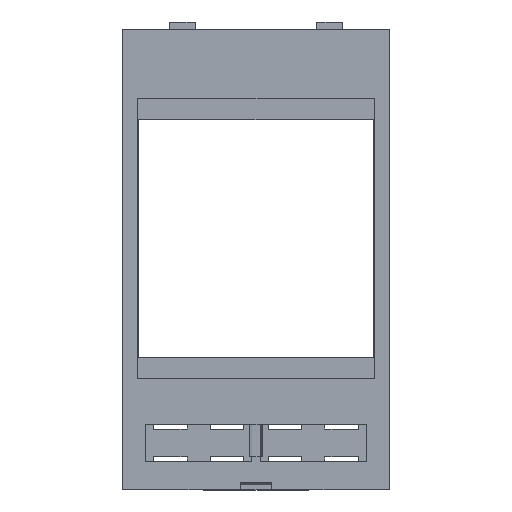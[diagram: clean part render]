
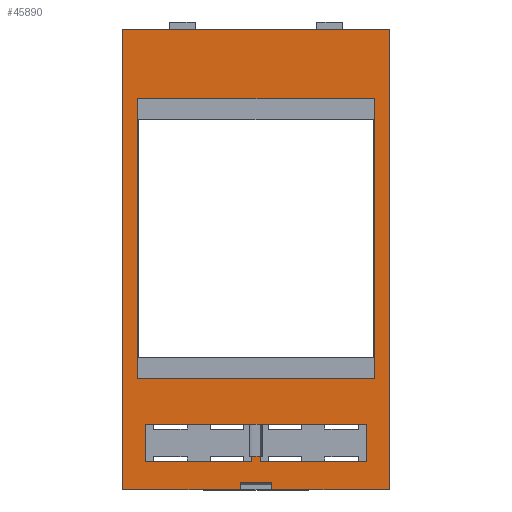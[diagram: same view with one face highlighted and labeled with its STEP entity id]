
A CAD part, top view. The second image highlights one B-rep face of the part: STEP entity #45890.
In plain terms, the highlighted planar face has unit normal (0, 0, 1).
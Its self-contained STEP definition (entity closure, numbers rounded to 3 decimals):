
#1630=CARTESIAN_POINT('',(0.,27.727,35.516));
#1640=DIRECTION('',(1.,0.,0.));
#1650=VECTOR('',#1640,1.);
#1660=LINE('',#1630,#1650);
#1670=CARTESIAN_POINT('',(-45.174,27.727,
35.516));
#1680=VERTEX_POINT('',#1670);
#1690=CARTESIAN_POINT('',(-0.171,27.727,
35.516));
#1700=VERTEX_POINT('',#1690);
#1710=EDGE_CURVE('',#1680,#1700,#1660,.T.);
#4910=CARTESIAN_POINT('',(-45.174,0.,35.516));
#4920=DIRECTION('',(0.,-1.,0.));
#4930=VECTOR('',#4920,1.);
#4940=LINE('',#4910,#4930);
#4950=CARTESIAN_POINT('',(-45.174,-25.573,
35.516));
#4960=VERTEX_POINT('',#4950);
#4970=EDGE_CURVE('',#1680,#4960,#4940,.T.);
#8870=CARTESIAN_POINT('',(-19.672,-45.173,
35.516));
#8880=VERTEX_POINT('',#8870);
#8910=CARTESIAN_POINT('',(-19.672,-45.173,
35.516));
#8920=DIRECTION('',(0.,-1.,0.));
#8930=VECTOR('',#8920,1.5);
#8940=LINE('',#8910,#8930);
#8950=CARTESIAN_POINT('',(-19.672,-46.673,
35.516));
#8960=VERTEX_POINT('',#8950);
#8970=EDGE_CURVE('',#8880,#8960,#8940,.T.);
#9340=CARTESIAN_POINT('',(-48.022,40.827,
35.516));
#9350=VERTEX_POINT('',#9340);
#9960=CARTESIAN_POINT('',(2.678,40.827,
35.516));
#9970=VERTEX_POINT('',#9960);
#10000=CARTESIAN_POINT('',(0.,40.827,35.516));
#10010=DIRECTION('',(1.,0.,0.));
#10020=VECTOR('',#10010,1.);
#10030=LINE('',#10000,#10020);
#10040=EDGE_CURVE('',#9350,#9970,#10030,.T.);
#10590=CARTESIAN_POINT('',(0.,-46.673,35.516));
#10600=DIRECTION('',(-1.,0.,0.));
#10610=VECTOR('',#10600,1.);
#10620=LINE('',#10590,#10610);
#10630=CARTESIAN_POINT('',(-25.672,-46.673,
35.516));
#10640=VERTEX_POINT('',#10630);
#10650=CARTESIAN_POINT('',(-48.022,-46.673,
35.516));
#10660=VERTEX_POINT('',#10650);
#10670=EDGE_CURVE('',#10640,#10660,#10620,.T.);
#11060=CARTESIAN_POINT('',(0.,-25.573,35.516));
#11070=DIRECTION('',(-1.,0.,0.));
#11080=VECTOR('',#11070,1.);
#11090=LINE('',#11060,#11080);
#11100=CARTESIAN_POINT('',(-0.171,-25.573,
35.516));
#11110=VERTEX_POINT('',#11100);
#11120=EDGE_CURVE('',#11110,#4960,#11090,.T.);
#13090=CARTESIAN_POINT('',(-25.672,-46.673,
35.516));
#13100=DIRECTION('',(0.,1.,0.));
#13110=VECTOR('',#13100,1.5);
#13120=LINE('',#13090,#13110);
#13130=CARTESIAN_POINT('',(-25.672,-45.173,
35.516));
#13140=VERTEX_POINT('',#13130);
#13150=EDGE_CURVE('',#10640,#13140,#13120,.T.);
#16120=CARTESIAN_POINT('',(-1.672,-34.173,
35.516));
#16130=VERTEX_POINT('',#16120);
#16160=CARTESIAN_POINT('',(-1.672,0.,35.516));
#16170=DIRECTION('',(0.,1.,0.));
#16180=VECTOR('',#16170,1.);
#16190=LINE('',#16160,#16180);
#16200=CARTESIAN_POINT('',(-1.672,-41.273,
35.516));
#16210=VERTEX_POINT('',#16200);
#16220=EDGE_CURVE('',#16210,#16130,#16190,.T.);
#16740=CARTESIAN_POINT('',(0.,-41.273,35.516));
#16750=DIRECTION('',(1.,0.,0.));
#16760=VECTOR('',#16750,1.);
#16770=LINE('',#16740,#16760);
#16780=CARTESIAN_POINT('',(-21.872,-41.273,
35.516));
#16790=VERTEX_POINT('',#16780);
#16800=EDGE_CURVE('',#16790,#16210,#16770,.T.);
#17100=CARTESIAN_POINT('',(-48.022,0.,35.516));
#17110=DIRECTION('',(0.,1.,0.));
#17120=VECTOR('',#17110,1.);
#17130=LINE('',#17100,#17120);
#17140=EDGE_CURVE('',#10660,#9350,#17130,.T.);
#17450=CARTESIAN_POINT('',(-23.472,-40.273,
35.516));
#17460=VERTEX_POINT('',#17450);
#17490=CARTESIAN_POINT('',(-23.472,0.,35.516));
#17500=DIRECTION('',(0.,-1.,0.));
#17510=VECTOR('',#17500,1.);
#17520=LINE('',#17490,#17510);
#17530=CARTESIAN_POINT('',(-23.472,-41.273,
35.516));
#17540=VERTEX_POINT('',#17530);
#17550=EDGE_CURVE('',#17460,#17540,#17520,.T.);
#21360=CARTESIAN_POINT('',(2.678,-46.673,
35.516));
#21370=VERTEX_POINT('',#21360);
#21400=CARTESIAN_POINT('',(2.678,0.,35.516));
#21410=DIRECTION('',(0.,-1.,0.));
#21420=VECTOR('',#21410,1.);
#21430=LINE('',#21400,#21420);
#21440=EDGE_CURVE('',#9970,#21370,#21430,.T.);
#22970=CARTESIAN_POINT('',(0.,-46.673,35.516));
#22980=DIRECTION('',(-1.,0.,0.));
#22990=VECTOR('',#22980,1.);
#23000=LINE('',#22970,#22990);
#23010=EDGE_CURVE('',#21370,#8960,#23000,.T.);
#31580=CARTESIAN_POINT('',(-25.672,-45.173,
35.516));
#31590=DIRECTION('',(1.,0.,0.));
#31600=VECTOR('',#31590,6.);
#31610=LINE('',#31580,#31600);
#31620=EDGE_CURVE('',#13140,#8880,#31610,.T.);
#32090=CARTESIAN_POINT('',(-43.672,-41.273,
35.516));
#32100=VERTEX_POINT('',#32090);
#32150=CARTESIAN_POINT('',(-43.672,0.,35.516));
#32160=DIRECTION('',(0.,-1.,0.));
#32170=VECTOR('',#32160,1.);
#32180=LINE('',#32150,#32170);
#32190=CARTESIAN_POINT('',(-43.672,-34.173,
35.516));
#32200=VERTEX_POINT('',#32190);
#32210=EDGE_CURVE('',#32200,#32100,#32180,.T.);
#39530=CARTESIAN_POINT('',(-21.872,-40.273,
35.516));
#39540=VERTEX_POINT('',#39530);
#39570=CARTESIAN_POINT('',(-21.872,-40.273,
35.516));
#39580=DIRECTION('',(-1.,0.,0.));
#39590=VECTOR('',#39580,1.6);
#39600=LINE('',#39570,#39590);
#39610=EDGE_CURVE('',#39540,#17460,#39600,.T.);
#43430=CARTESIAN_POINT('',(-21.872,0.,35.516));
#43440=DIRECTION('',(0.,1.,0.));
#43450=VECTOR('',#43440,1.);
#43460=LINE('',#43430,#43450);
#43470=EDGE_CURVE('',#16790,#39540,#43460,.T.);
#43750=CARTESIAN_POINT('',(0.,-41.273,35.516));
#43760=DIRECTION('',(1.,0.,0.));
#43770=VECTOR('',#43760,1.);
#43780=LINE('',#43750,#43770);
#43790=EDGE_CURVE('',#32100,#17540,#43780,.T.);
#45480=CARTESIAN_POINT('',(-22.672,-2.923,
35.516));
#45490=DIRECTION('',(0.,0.,1.));
#45500=DIRECTION('',(1.,0.,0.));
#45510=AXIS2_PLACEMENT_3D('',#45480,#45490,#45500);
#45520=PLANE('',#45510);
#45530=ORIENTED_EDGE('',*,*,#16800,.F.);
#45540=ORIENTED_EDGE('',*,*,#16220,.F.);
#45550=CARTESIAN_POINT('',(0.,-34.173,35.516));
#45560=DIRECTION('',(-1.,0.,0.));
#45570=VECTOR('',#45560,1.);
#45580=LINE('',#45550,#45570);
#45590=EDGE_CURVE('',#16130,#32200,#45580,.T.);
#45600=ORIENTED_EDGE('',*,*,#45590,.F.);
#45610=ORIENTED_EDGE('',*,*,#32210,.F.);
#45620=ORIENTED_EDGE('',*,*,#43790,.F.);
#45630=ORIENTED_EDGE('',*,*,#17550,.T.);
#45640=ORIENTED_EDGE('',*,*,#39610,.T.);
#45650=ORIENTED_EDGE('',*,*,#43470,.T.);
#45660=EDGE_LOOP('',(#45650,#45640,#45630,#45620,#45610,#45600,#45540,
#45530));
#45670=FACE_BOUND('',#45660,.T.);
#45680=ORIENTED_EDGE('',*,*,#11120,.T.);
#45690=CARTESIAN_POINT('',(-0.171,0.,35.516));
#45700=DIRECTION('',(0.,1.,0.));
#45710=VECTOR('',#45700,1.);
#45720=LINE('',#45690,#45710);
#45730=EDGE_CURVE('',#11110,#1700,#45720,.T.);
#45740=ORIENTED_EDGE('',*,*,#45730,.F.);
#45750=ORIENTED_EDGE('',*,*,#1710,.T.);
#45760=ORIENTED_EDGE('',*,*,#4970,.F.);
#45770=EDGE_LOOP('',(#45760,#45750,#45740,#45680));
#45780=FACE_BOUND('',#45770,.T.);
#45790=ORIENTED_EDGE('',*,*,#10040,.F.);
#45800=ORIENTED_EDGE('',*,*,#21440,.F.);
#45810=ORIENTED_EDGE('',*,*,#23010,.F.);
#45820=ORIENTED_EDGE('',*,*,#8970,.T.);
#45830=ORIENTED_EDGE('',*,*,#31620,.T.);
#45840=ORIENTED_EDGE('',*,*,#13150,.T.);
#45850=ORIENTED_EDGE('',*,*,#10670,.F.);
#45860=ORIENTED_EDGE('',*,*,#17140,.F.);
#45870=EDGE_LOOP('',(#45860,#45850,#45840,#45830,#45820,#45810,#45800,
#45790));
#45880=FACE_OUTER_BOUND('',#45870,.T.);
#45890=ADVANCED_FACE('',(#45670,#45780,#45880),#45520,.T.);
